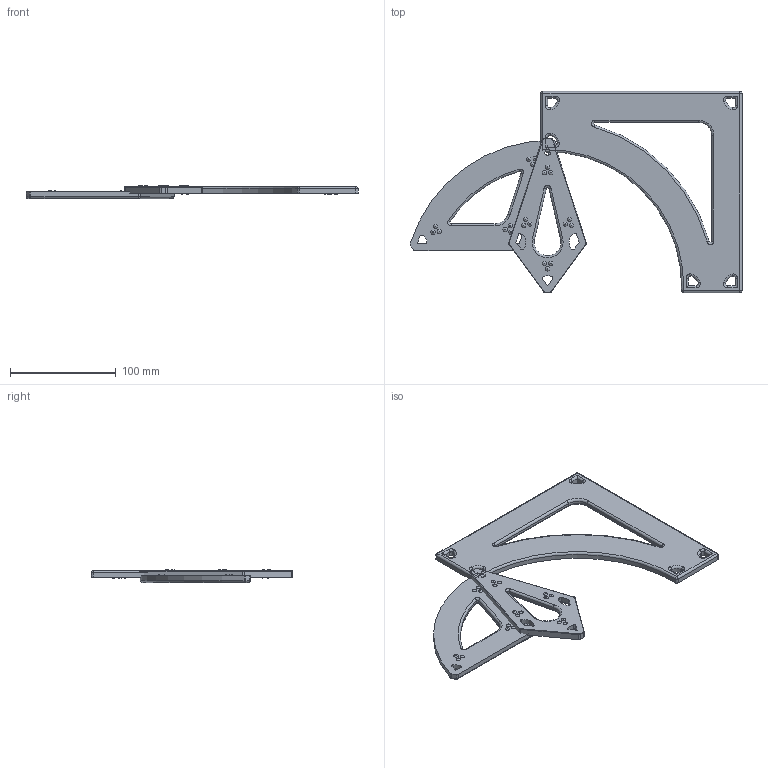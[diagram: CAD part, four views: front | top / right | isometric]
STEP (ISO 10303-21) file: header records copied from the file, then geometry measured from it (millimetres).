
FILE_DESCRIPTION(/* description */ (''),/* implementation_level */ '2;1');
FILE_NAME(/* name */ 'FivePointStar.step',/* time_stamp */ '2022-02-27T13:52:24-05:00',/* author */ (''),/* organization */ (''),/* preprocessor_version */ 'ST-DEVELOPER v18.1',/* originating_system */ 'Autodesk Translation Framework v10.13.0.1454',/* authorisation */ '');
FILE_SCHEMA (('AUTOMOTIVE_DESIGN { 1 0 10303 214 3 1 1 }'));
Length unit declared in the file: millimetre
Products named in the file (4): FivePointStar; Square; Arc; Point
Assembly tree (3 placements, depth 2):
  FivePointStar
    Square
    Arc
    Point
Bounding box: 314.42 x 190.5 x 12.39 mm (x, y, z)
Volume: 185206.2 mm3; surface area: 72807.5 mm2
Topology: 3 solids, 3 shells, 298 faces, 652 edges, 390 vertices
Faces by surface type: cylinder 114, plane 76, torus 68, bspline 30, sphere 10
Entity records: 9122 total; most frequent: CARTESIAN_POINT 2181, DIRECTION 1612, ORIENTED_EDGE 1304, AXIS2_PLACEMENT_3D 689, EDGE_CURVE 652, CIRCLE 406, VERTEX_POINT 390, EDGE_LOOP 358
